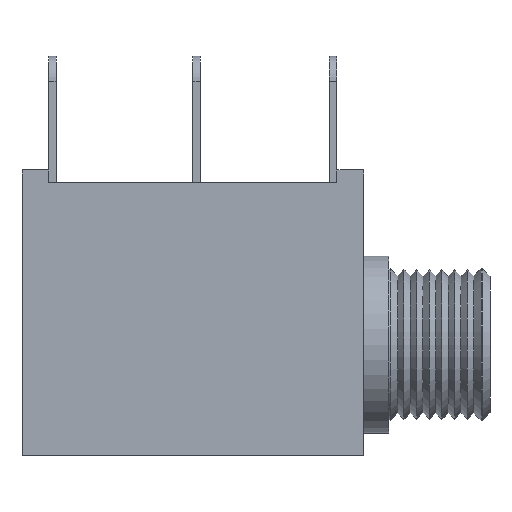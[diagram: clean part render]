
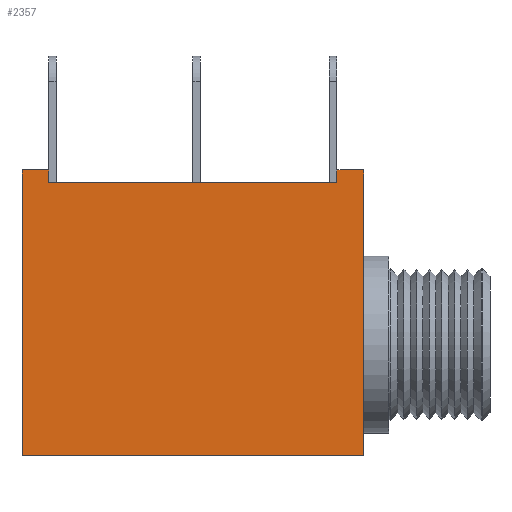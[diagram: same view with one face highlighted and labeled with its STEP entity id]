
A CAD part, front view. The second image highlights one B-rep face of the part: STEP entity #2357.
In plain terms, the highlighted planar face has unit normal (0, -1, 0).
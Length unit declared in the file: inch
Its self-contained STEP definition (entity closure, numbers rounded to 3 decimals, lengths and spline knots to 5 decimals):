
#40 = EDGE_CURVE ( 'NONE', #1698, #1992, #2588, .T. ) ;
#231 = EDGE_CURVE ( 'NONE', #1385, #1992, #801, .T. ) ;
#248 = CARTESIAN_POINT ( 'NONE',  ( -0.23819, -0.15174, 0.25197 ) ) ;
#260 = EDGE_CURVE ( 'NONE', #2133, #2755, #452, .T. ) ;
#313 = CARTESIAN_POINT ( 'NONE',  ( -0.19685, -0.15174, -0.17323 ) ) ;
#328 = CARTESIAN_POINT ( 'NONE',  ( -0.19685, -0.15174, -0.17323 ) ) ;
#367 = ORIENTED_EDGE ( 'NONE', *, *, #1749, .F. ) ;
#411 = CARTESIAN_POINT ( 'NONE',  ( -0.68701, -0.15174, 0.25197 ) ) ;
#443 = ORIENTED_EDGE ( 'NONE', *, *, #231, .F. ) ;
#452 = LINE ( 'NONE', #248, #2532 ) ;
#456 = EDGE_CURVE ( 'NONE', #1480, #1385, #1329, .T. ) ;
#472 = ORIENTED_EDGE ( 'NONE', *, *, #260, .F. ) ;
#589 = EDGE_LOOP ( 'NONE', ( #753, #472, #1696, #1337, #443, #2175, #2848, #367 ) ) ;
#655 = DIRECTION ( 'NONE',  ( 0., 0., 1. ) ) ;
#706 = CARTESIAN_POINT ( 'NONE',  ( -0.23819, -0.15174, 0.25197 ) ) ;
#753 = ORIENTED_EDGE ( 'NONE', *, *, #1366, .F. ) ;
#769 = VECTOR ( 'NONE', #1079, 39.37008 ) ;
#773 = DIRECTION ( 'NONE',  ( -1., 0., 0. ) ) ;
#801 = LINE ( 'NONE', #1159, #1249 ) ;
#906 = CARTESIAN_POINT ( 'NONE',  ( -0.23819, -0.15174, 0.27165 ) ) ;
#989 = VECTOR ( 'NONE', #2488, 39.37008 ) ;
#1041 = DIRECTION ( 'NONE',  ( 1., 0., 0. ) ) ;
#1079 = DIRECTION ( 'NONE',  ( 0., 0., 1. ) ) ;
#1127 = EDGE_CURVE ( 'NONE', #1698, #2133, #1843, .T. ) ;
#1159 = CARTESIAN_POINT ( 'NONE',  ( -0.19685, -0.15174, 0.27165 ) ) ;
#1194 = AXIS2_PLACEMENT_3D ( 'NONE', #2295, #1599, #655 ) ;
#1248 = CARTESIAN_POINT ( 'NONE',  ( -0.19685, -0.15174, -0.17323 ) ) ;
#1249 = VECTOR ( 'NONE', #1607, 39.37008 ) ;
#1329 = LINE ( 'NONE', #1520, #769 ) ;
#1337 = ORIENTED_EDGE ( 'NONE', *, *, #40, .T. ) ;
#1348 = VERTEX_POINT ( 'NONE', #328 ) ;
#1366 = EDGE_CURVE ( 'NONE', #2755, #1508, #2833, .T. ) ;
#1383 = EDGE_CURVE ( 'NONE', #1348, #1480, #1456, .T. ) ;
#1385 = VERTEX_POINT ( 'NONE', #2186 ) ;
#1391 = FACE_OUTER_BOUND ( 'NONE', #589, .T. ) ;
#1456 = LINE ( 'NONE', #1248, #2653 ) ;
#1480 = VERTEX_POINT ( 'NONE', #1561 ) ;
#1508 = VERTEX_POINT ( 'NONE', #1799 ) ;
#1520 = CARTESIAN_POINT ( 'NONE',  ( -0.72835, -0.15174, 0.27165 ) ) ;
#1555 = LINE ( 'NONE', #313, #1768 ) ;
#1561 = CARTESIAN_POINT ( 'NONE',  ( -0.72835, -0.15174, -0.17323 ) ) ;
#1596 = CARTESIAN_POINT ( 'NONE',  ( -0.23819, -0.15174, 0.25197 ) ) ;
#1599 = DIRECTION ( 'NONE',  ( 0., 1., 0. ) ) ;
#1607 = DIRECTION ( 'NONE',  ( 1., 0., 0. ) ) ;
#1696 = ORIENTED_EDGE ( 'NONE', *, *, #1127, .F. ) ;
#1698 = VERTEX_POINT ( 'NONE', #411 ) ;
#1709 = VECTOR ( 'NONE', #1041, 39.37008 ) ;
#1719 = DIRECTION ( 'NONE',  ( 0., 0., 1. ) ) ;
#1732 = CARTESIAN_POINT ( 'NONE',  ( -0.68701, -0.15174, 0.25197 ) ) ;
#1749 = EDGE_CURVE ( 'NONE', #1508, #1348, #1555, .T. ) ;
#1768 = VECTOR ( 'NONE', #2123, 39.37008 ) ;
#1784 = VECTOR ( 'NONE', #1719, 39.37008 ) ;
#1799 = CARTESIAN_POINT ( 'NONE',  ( -0.19685, -0.15174, 0.27165 ) ) ;
#1843 = LINE ( 'NONE', #1596, #989 ) ;
#1992 = VERTEX_POINT ( 'NONE', #2385 ) ;
#2123 = DIRECTION ( 'NONE',  ( 0., 0., -1. ) ) ;
#2133 = VERTEX_POINT ( 'NONE', #706 ) ;
#2175 = ORIENTED_EDGE ( 'NONE', *, *, #456, .F. ) ;
#2186 = CARTESIAN_POINT ( 'NONE',  ( -0.72835, -0.15174, 0.27165 ) ) ;
#2257 = PLANE ( 'NONE',  #1194 ) ;
#2295 = CARTESIAN_POINT ( 'NONE',  ( -0.19685, -0.15174, 0.27165 ) ) ;
#2357 = ADVANCED_FACE ( 'NONE', ( #1391 ), #2257, .F. ) ;
#2385 = CARTESIAN_POINT ( 'NONE',  ( -0.68701, -0.15174, 0.27165 ) ) ;
#2420 = CARTESIAN_POINT ( 'NONE',  ( -0.19685, -0.15174, 0.27165 ) ) ;
#2486 = DIRECTION ( 'NONE',  ( 0., 0., 1. ) ) ;
#2488 = DIRECTION ( 'NONE',  ( 1., 0., 0. ) ) ;
#2532 = VECTOR ( 'NONE', #2486, 39.37008 ) ;
#2588 = LINE ( 'NONE', #1732, #1784 ) ;
#2653 = VECTOR ( 'NONE', #773, 39.37008 ) ;
#2755 = VERTEX_POINT ( 'NONE', #906 ) ;
#2833 = LINE ( 'NONE', #2420, #1709 ) ;
#2848 = ORIENTED_EDGE ( 'NONE', *, *, #1383, .F. ) ;
